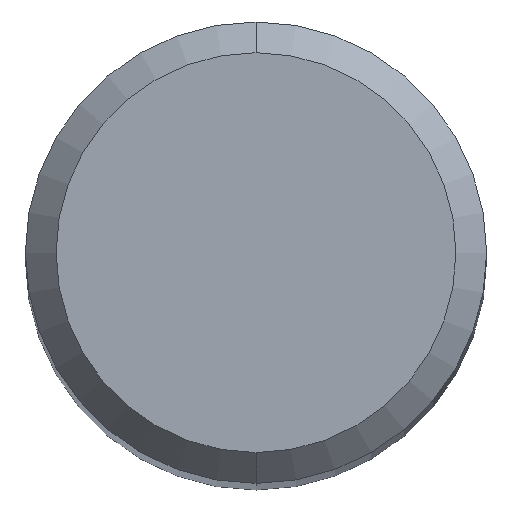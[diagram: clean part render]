
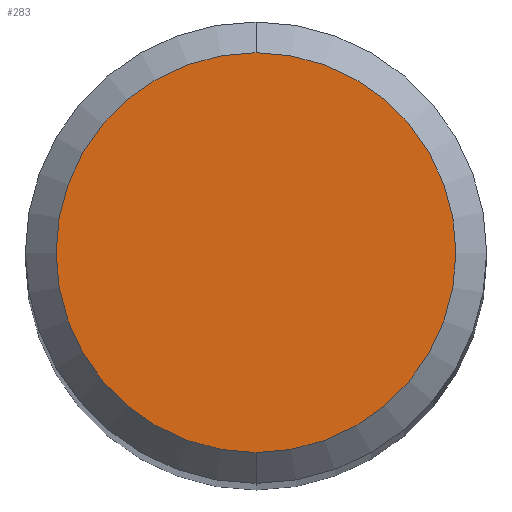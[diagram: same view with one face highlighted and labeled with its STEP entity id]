
A CAD part, top view. The second image highlights one B-rep face of the part: STEP entity #283.
In plain terms, the highlighted planar face has unit normal (0, 0, 1).
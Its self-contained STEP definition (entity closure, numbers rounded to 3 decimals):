
#213=EDGE_CURVE('',#289,#271,#527,.T.);
#271=VERTEX_POINT('',#592);
#283=ADVANCED_FACE('',(#605),#606,.T.);
#289=VERTEX_POINT('',#612);
#313=EDGE_CURVE('',#271,#289,#639,.T.);
#527=CIRCLE('',#886,2.6);
#592=CARTESIAN_POINT('',(0.0,2.6,0.0));
#605=FACE_OUTER_BOUND('',#1002,.T.);
#606=PLANE('',#1003);
#612=CARTESIAN_POINT('',(0.,-2.6,0.0));
#639=CIRCLE('',#1070,2.6);
#886=AXIS2_PLACEMENT_3D('',#1508,#1509,#1510);
#1002=EDGE_LOOP('',(#1613,#1614));
#1003=AXIS2_PLACEMENT_3D('',#1615,#1616,#1617);
#1070=AXIS2_PLACEMENT_3D('',#1651,#1652,#1653);
#1508=CARTESIAN_POINT('',(0.0,0.0,0.0));
#1509=DIRECTION('',(0.0,0.0,-1.0));
#1510=DIRECTION('',(0.0,1.0,0.0));
#1613=ORIENTED_EDGE('',*,*,#313,.F.);
#1614=ORIENTED_EDGE('',*,*,#213,.F.);
#1615=CARTESIAN_POINT('',(0.0,1.3,0.0));
#1616=DIRECTION('',(-0.0,0.0,1.0));
#1617=DIRECTION('',(0.0,-1.0,0.0));
#1651=CARTESIAN_POINT('',(0.0,0.0,0.0));
#1652=DIRECTION('',(0.0,0.0,-1.0));
#1653=DIRECTION('',(0.0,1.0,0.0));
